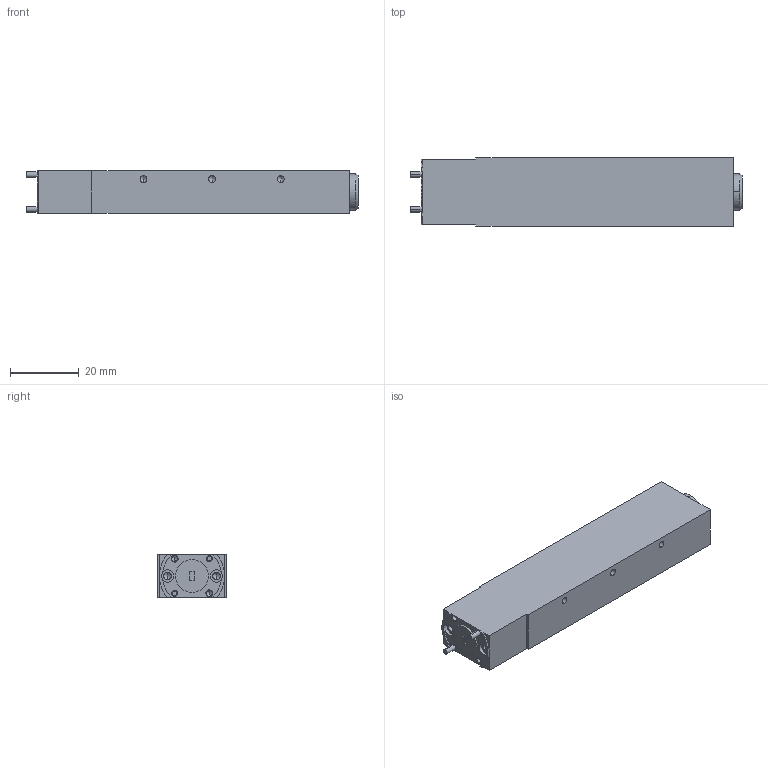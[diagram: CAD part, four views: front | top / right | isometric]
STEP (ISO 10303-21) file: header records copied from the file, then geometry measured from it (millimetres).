
FILE_DESCRIPTION (( 'STEP AP214' ), '1' );
FILE_NAME ('SR-SW-MKR1-A, Defeatured.STEP', '2024-11-05T20:43:30', ( '' ), ( '' ), 'SwSTEP 2.0', 'SolidWorks 2021', '' );
FILE_SCHEMA (( 'AUTOMOTIVE_DESIGN' ));
Length unit declared in the file: inch
Products named in the file (1): SR-SW-MKR1-A, Defeatured
Bounding box: 96.72 x 20 x 12.4 mm (x, y, z)
Volume: 22245.3 mm3; surface area: 6929.4 mm2
Topology: 1 solids, 1 shells, 122 faces, 290 edges, 172 vertices
Faces by surface type: cylinder 54, cone 34, plane 34
Entity records: 5014 total; most frequent: DIRECTION 642, CARTESIAN_POINT 565, ORIENTED_EDGE 540, EDGE_CURVE 270, AXIS2_PLACEMENT_3D 249, VERTEX_POINT 172, VECTOR 144, EDGE_LOOP 144
